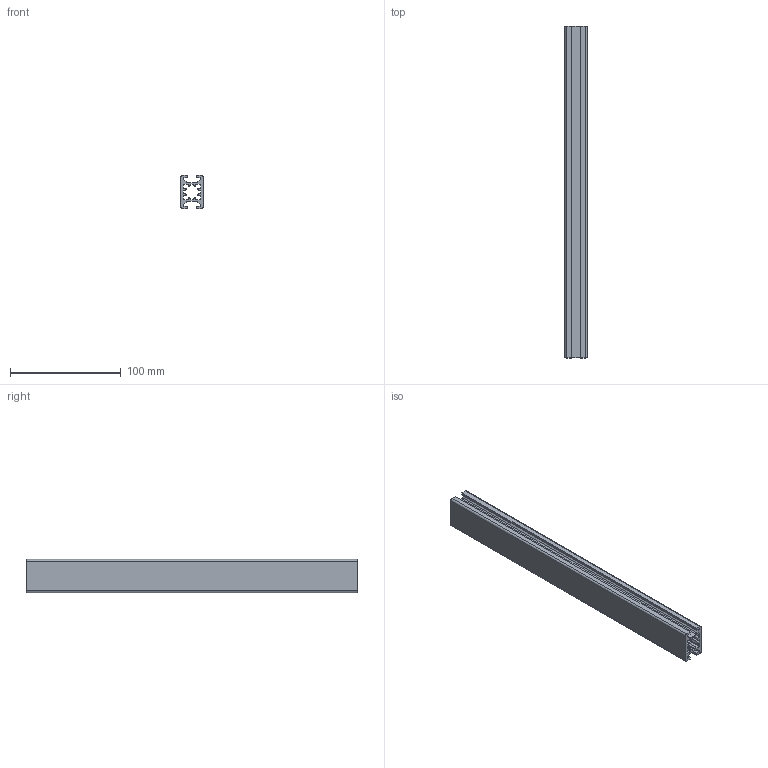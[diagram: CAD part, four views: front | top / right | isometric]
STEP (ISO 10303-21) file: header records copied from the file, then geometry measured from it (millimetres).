
FILE_DESCRIPTION (( 'STEP AP214' ), '1' );
FILE_NAME ('1728064996793.step', '2024-10-04T18:03:19', ( 'Windows User' ), ( '' ), 'SwSTEP 2.0', 'SolidWorks 2011', '' );
FILE_SCHEMA (( 'AUTOMOTIVE_DESIGN' ));
Length unit declared in the file: millimetre
Products named in the file (2): 1.11.020030.24LPx300.00(1); 1728064996793
Assembly tree (1 placements, depth 2):
  1728064996793
    1.11.020030.24LPx300.00(1)
Bounding box: 20 x 300 x 30 mm (x, y, z)
Volume: 77194.4 mm3; surface area: 72133.8 mm2
Topology: 1 solids, 1 shells, 76 faces, 222 edges, 148 vertices
Faces by surface type: plane 50, cylinder 26
Entity records: 2588 total; most frequent: CARTESIAN_POINT 450, ORIENTED_EDGE 444, DIRECTION 434, EDGE_CURVE 222, LINE 170, VECTOR 170, VERTEX_POINT 148, AXIS2_PLACEMENT_3D 132
